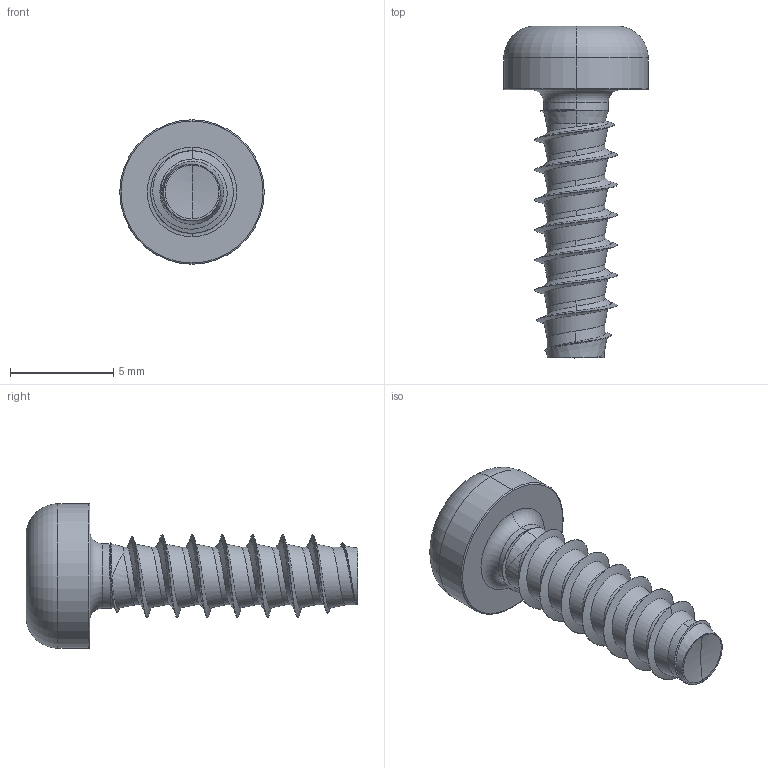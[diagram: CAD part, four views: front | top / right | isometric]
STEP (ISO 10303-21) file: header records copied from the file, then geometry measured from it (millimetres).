
FILE_DESCRIPTION (( 'STEP AP203' ), '1' );
FILE_NAME ('STP420400130.STEP', '2017-08-16T14:58:34', ( '' ), ( '' ), 'SwSTEP 2.0', 'SolidWorks 2015', '' );
FILE_SCHEMA (( 'CONFIG_CONTROL_DESIGN' ));
Length unit declared in the file: millimetre
Products named in the file (1): STP420400130
Bounding box: 7 x 16.09 x 7 mm (x, y, z)
Volume: 188.1 mm3; surface area: 339.8 mm2
Topology: 1 solids, 1 shells, 104 faces, 252 edges, 152 vertices
Faces by surface type: cylinder 43, bspline 35, cone 11, torus 10, plane 3, sphere 2
Entity records: 16072 total; most frequent: CARTESIAN_POINT 13916, ORIENTED_EDGE 504, DIRECTION 338, EDGE_CURVE 252, VERTEX_POINT 152, AXIS2_PLACEMENT_3D 140, B_SPLINE_CURVE_WITH_KNOTS 108, EDGE_LOOP 106
